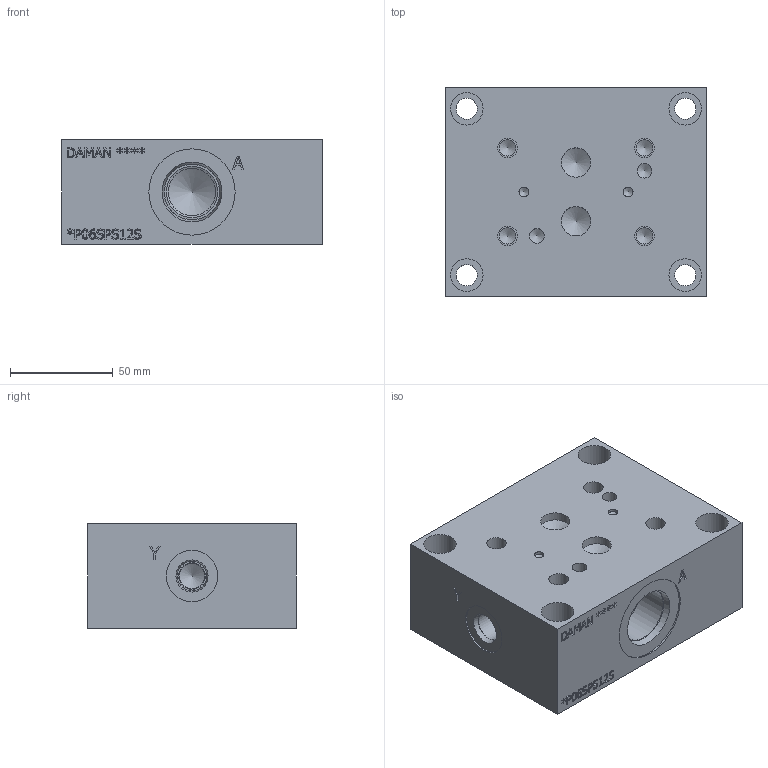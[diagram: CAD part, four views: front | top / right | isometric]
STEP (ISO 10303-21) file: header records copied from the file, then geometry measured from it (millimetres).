
FILE_DESCRIPTION(/* description */ (''),/* implementation_level */ '2;1');
FILE_NAME(/* name */ '_P06SPS12S.stp',/* time_stamp */ '2020-04-29T09:40:28-04:00',/* author */ ('alexanderw'),/* organization */ (''),/* preprocessor_version */ 'ST-DEVELOPER v17',/* originating_system */ 'Autodesk Inventor 2019',/* authorisation */ '');
FILE_SCHEMA (('AUTOMOTIVE_DESIGN { 1 0 10303 214 3 1 1 }'));
Length unit declared in the file: millimetre
Products named in the file (1): Part_DP06SPS12S_3D
Bounding box: 127 x 101.6 x 50.8 mm (x, y, z)
Volume: 578097.2 mm3; surface area: 67710.5 mm2
Topology: 1 solids, 1 shells, 481 faces, 1322 edges, 892 vertices
Faces by surface type: plane 284, bspline 129, cylinder 42, cone 26
Full cylindrical faces by diameter (mm): 4.775 x2, 7.137 x2, 7.925 x4, 9.525 x4, 10.312 x4, 12.294 x2, 12.9 x1, 12.903 x1, 14.275 x4, 14.529 x2, 15.875 x4, 23.012 x2, 24.917 x2, 25.019 x2, 26.99 x1, 27 x1, 27.432 x2, 42.037 x2
Entity records: 16287 total; most frequent: CARTESIAN_POINT 4359, ORIENTED_EDGE 2616, DIRECTION 1910, EDGE_CURVE 1308, LINE 896, VECTOR 896, VERTEX_POINT 892, EDGE_LOOP 552
